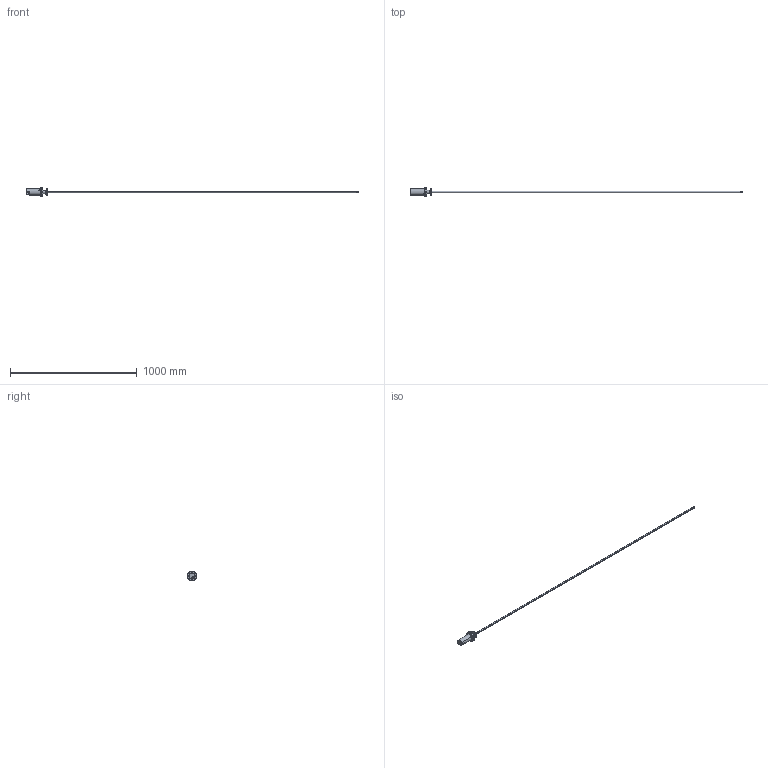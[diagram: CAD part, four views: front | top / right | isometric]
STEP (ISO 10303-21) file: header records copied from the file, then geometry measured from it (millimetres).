
FILE_DESCRIPTION (( 'STEP AP214' ), '1' );
FILE_NAME ('MLDSBO_351851.STEP', '2012-09-27T07:54:41', ( 'Admin2' ), ( '' ), 'SwSTEP 2.0', 'SolidWorks 2010', '' );
FILE_SCHEMA (( 'AUTOMOTIVE_DESIGN' ));
Length unit declared in the file: millimetre
Products named in the file (1): MLDSBO_351851
Bounding box: 2623 x 79 x 79 mm (x, y, z)
Surface area: 136164.9 mm2 (no closed solid volume)
Topology: 0 solids, 25 shells, 104 faces, 766 edges, 678 vertices
Faces by surface type: cylinder 42, cone 24, plane 21, sphere 10, torus 6, bspline 1
Entity records: 10180 total; most frequent: CARTESIAN_POINT 4030, ORIENTED_EDGE 922, DIRECTION 832, EDGE_CURVE 766, VERTEX_POINT 678, B_SPLINE_CURVE_WITH_KNOTS 403, AXIS2_PLACEMENT_3D 366, CIRCLE 262
